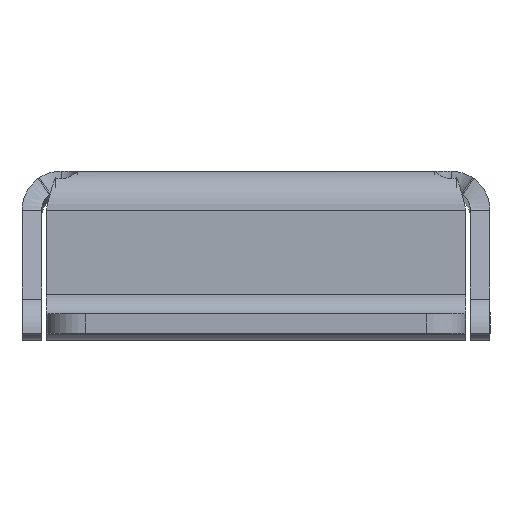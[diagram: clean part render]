
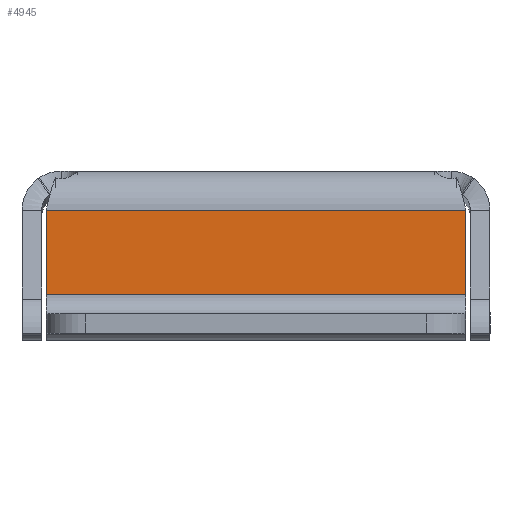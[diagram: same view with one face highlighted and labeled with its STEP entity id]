
A CAD part, top view. The second image highlights one B-rep face of the part: STEP entity #4945.
In plain terms, the highlighted planar face has unit normal (0, 0, 1).
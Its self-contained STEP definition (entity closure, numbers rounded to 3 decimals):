
#194 = PLANE ( 'NONE',  #7288 ) ;
#466 = ORIENTED_EDGE ( 'NONE', *, *, #10722, .T. ) ;
#1012 = EDGE_CURVE ( 'NONE', #3511, #11690, #1158, .T. ) ;
#1158 = LINE ( 'NONE', #1349, #6151 ) ;
#1349 = CARTESIAN_POINT ( 'NONE',  ( 32.293, -19., 298.5 ) ) ;
#2130 = VERTEX_POINT ( 'NONE', #7556 ) ;
#2827 = EDGE_CURVE ( 'NONE', #11690, #4660, #3579, .T. ) ;
#2965 = EDGE_LOOP ( 'NONE', ( #8373, #9474, #3344, #466 ) ) ;
#3344 = ORIENTED_EDGE ( 'NONE', *, *, #3710, .T. ) ;
#3511 = VERTEX_POINT ( 'NONE', #9535 ) ;
#3579 = LINE ( 'NONE', #5683, #7878 ) ;
#3606 = DIRECTION ( 'NONE',  ( 0., -1., 0. ) ) ;
#3710 = EDGE_CURVE ( 'NONE', #3511, #2130, #4733, .T. ) ;
#4660 = VERTEX_POINT ( 'NONE', #12375 ) ;
#4733 = LINE ( 'NONE', #12958, #8954 ) ;
#4828 = DIRECTION ( 'NONE',  ( 0., 1., 0. ) ) ;
#4945 = ADVANCED_FACE ( 'NONE', ( #5191 ), #194, .T. ) ;
#5161 = DIRECTION ( 'NONE',  ( -1., 0., 0. ) ) ;
#5191 = FACE_OUTER_BOUND ( 'NONE', #2965, .T. ) ;
#5683 = CARTESIAN_POINT ( 'NONE',  ( -32.293, -3., 298.5 ) ) ;
#6151 = VECTOR ( 'NONE', #5161, 1000. ) ;
#7189 = LINE ( 'NONE', #9162, #7195 ) ;
#7195 = VECTOR ( 'NONE', #10207, 1000. ) ;
#7288 = AXIS2_PLACEMENT_3D ( 'NONE', #11234, #9525, #3606 ) ;
#7556 = CARTESIAN_POINT ( 'NONE',  ( 32.293, -6., 298.5 ) ) ;
#7878 = VECTOR ( 'NONE', #4828, 1000. ) ;
#8373 = ORIENTED_EDGE ( 'NONE', *, *, #2827, .F. ) ;
#8946 = DIRECTION ( 'NONE',  ( 0., 1., 0. ) ) ;
#8954 = VECTOR ( 'NONE', #8946, 1000. ) ;
#9162 = CARTESIAN_POINT ( 'NONE',  ( 0., -6., 298.5 ) ) ;
#9474 = ORIENTED_EDGE ( 'NONE', *, *, #1012, .F. ) ;
#9525 = DIRECTION ( 'NONE',  ( 0., 0., 1. ) ) ;
#9535 = CARTESIAN_POINT ( 'NONE',  ( 32.293, -19., 298.5 ) ) ;
#10207 = DIRECTION ( 'NONE',  ( -1., 0., 0. ) ) ;
#10373 = CARTESIAN_POINT ( 'NONE',  ( -32.293, -19., 298.5 ) ) ;
#10722 = EDGE_CURVE ( 'NONE', #2130, #4660, #7189, .T. ) ;
#11234 = CARTESIAN_POINT ( 'NONE',  ( 0., 0., 298.5 ) ) ;
#11690 = VERTEX_POINT ( 'NONE', #10373 ) ;
#12375 = CARTESIAN_POINT ( 'NONE',  ( -32.293, -6., 298.5 ) ) ;
#12958 = CARTESIAN_POINT ( 'NONE',  ( 32.293, 0., 298.5 ) ) ;
